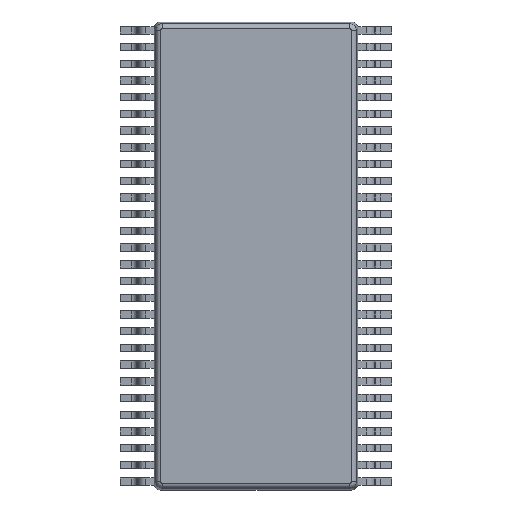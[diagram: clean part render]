
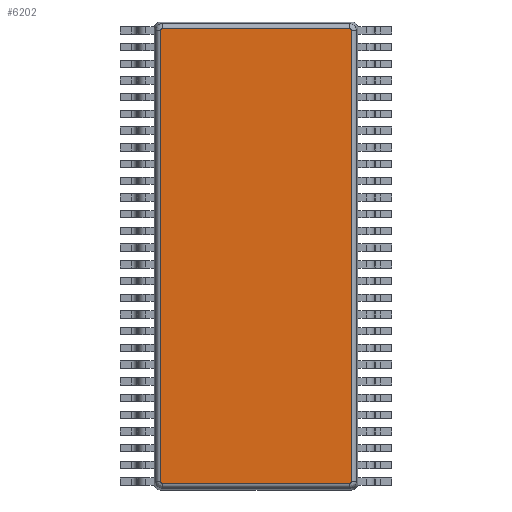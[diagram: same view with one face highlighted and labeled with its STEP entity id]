
A CAD part, top view. The second image highlights one B-rep face of the part: STEP entity #6202.
In plain terms, the highlighted planar face has unit normal (0, 0, 1).
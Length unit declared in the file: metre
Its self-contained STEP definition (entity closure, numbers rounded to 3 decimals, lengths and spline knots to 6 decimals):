
#3294 = EDGE_CURVE( '', #9486, #9487, #9488, .T. );
#4018 = EDGE_CURVE( '', #10771, #9487, #10772, .T. );
#4296 = EDGE_CURVE( '', #11222, #11223, #11224, .T. );
#4586 = EDGE_CURVE( '', #11682, #11683, #11684, .T. );
#6202 = ADVANCED_FACE( '', ( #14012 ), #14013, .T. );
#7792 = EDGE_CURVE( '', #11682, #9869, #15989, .T. );
#7958 = EDGE_CURVE( '', #11222, #11683, #16178, .T. );
#8098 = EDGE_CURVE( '', #9486, #9869, #16348, .T. );
#8242 = EDGE_CURVE( '', #10771, #11223, #16516, .T. );
#9486 = VERTEX_POINT( '', #17965 );
#9487 = VERTEX_POINT( '', #17966 );
#9488 = CIRCLE( '', #17967, 0.000049 );
#9869 = VERTEX_POINT( '', #18494 );
#10771 = VERTEX_POINT( '', #19743 );
#10772 = LINE( '', #19744, #19745 );
#11222 = VERTEX_POINT( '', #20355 );
#11223 = VERTEX_POINT( '', #20356 );
#11224 = LINE( '', #20357, #20358 );
#11682 = VERTEX_POINT( '', #20996 );
#11683 = VERTEX_POINT( '', #20997 );
#11684 = LINE( '', #20998, #20999 );
#14012 = FACE_OUTER_BOUND( '', #24439, .T. );
#14013 = PLANE( '', #24440 );
#15989 = CIRCLE( '', #27479, 0.000049 );
#16178 = CIRCLE( '', #27792, 0.000049 );
#16348 = LINE( '', #28040, #28041 );
#16516 = CIRCLE( '', #28318, 0.000049 );
#17965 = CARTESIAN_POINT( '', ( -0.0028, -0.006799, 0.0011 ) );
#17966 = CARTESIAN_POINT( '', ( -0.002849, -0.00675, 0.0011 ) );
#17967 = AXIS2_PLACEMENT_3D( '', #30081, #30082, #30083 );
#18494 = CARTESIAN_POINT( '', ( 0.0028, -0.006799, 0.0011 ) );
#19743 = CARTESIAN_POINT( '', ( -0.002849, 0.00675, 0.0011 ) );
#19744 = CARTESIAN_POINT( '', ( -0.002849, 0.00675, 0.0011 ) );
#19745 = VECTOR( '', #31276, 1. );
#20355 = CARTESIAN_POINT( '', ( 0.0028, 0.006799, 0.0011 ) );
#20356 = CARTESIAN_POINT( '', ( -0.0028, 0.006799, 0.0011 ) );
#20357 = CARTESIAN_POINT( '', ( 0.0028, 0.006799, 0.0011 ) );
#20358 = VECTOR( '', #31865, 1. );
#20996 = CARTESIAN_POINT( '', ( 0.002849, -0.00675, 0.0011 ) );
#20997 = CARTESIAN_POINT( '', ( 0.002849, 0.00675, 0.0011 ) );
#20998 = CARTESIAN_POINT( '', ( 0.002849, -0.00675, 0.0011 ) );
#20999 = VECTOR( '', #32475, 1. );
#24439 = EDGE_LOOP( '', ( #35318, #35319, #35320, #35321, #35322, #35323, #35324, #35325 ) );
#24440 = AXIS2_PLACEMENT_3D( '', #35326, #35327, #35328 );
#27479 = AXIS2_PLACEMENT_3D( '', #38347, #38348, #38349 );
#27792 = AXIS2_PLACEMENT_3D( '', #38602, #38603, #38604 );
#28040 = CARTESIAN_POINT( '', ( -0.0028, -0.006799, 0.0011 ) );
#28041 = VECTOR( '', #38912, 1. );
#28318 = AXIS2_PLACEMENT_3D( '', #39180, #39181, #39182 );
#30081 = CARTESIAN_POINT( '', ( -0.0028, -0.00675, 0.0011 ) );
#30082 = DIRECTION( '', ( 0., 0., -1. ) );
#30083 = DIRECTION( '', ( 0.006, -1., 0. ) );
#31276 = DIRECTION( '', ( 0., -1., 0. ) );
#31865 = DIRECTION( '', ( -1., 0., 0. ) );
#32475 = DIRECTION( '', ( 0., 1., 0. ) );
#35318 = ORIENTED_EDGE( '', *, *, #8242, .F. );
#35319 = ORIENTED_EDGE( '', *, *, #4018, .T. );
#35320 = ORIENTED_EDGE( '', *, *, #3294, .F. );
#35321 = ORIENTED_EDGE( '', *, *, #8098, .T. );
#35322 = ORIENTED_EDGE( '', *, *, #7792, .F. );
#35323 = ORIENTED_EDGE( '', *, *, #4586, .T. );
#35324 = ORIENTED_EDGE( '', *, *, #7958, .F. );
#35325 = ORIENTED_EDGE( '', *, *, #4296, .T. );
#35326 = CARTESIAN_POINT( '', ( 0., 0., 0.0011 ) );
#35327 = DIRECTION( '', ( 0., 0., 1. ) );
#35328 = DIRECTION( '', ( 1., 0., 0. ) );
#38347 = CARTESIAN_POINT( '', ( 0.0028, -0.00675, 0.0011 ) );
#38348 = DIRECTION( '', ( 0., 0., -1. ) );
#38349 = DIRECTION( '', ( 1., 0.006, 0. ) );
#38602 = CARTESIAN_POINT( '', ( 0.0028, 0.00675, 0.0011 ) );
#38603 = DIRECTION( '', ( 0., 0., -1. ) );
#38604 = DIRECTION( '', ( -0.006, 1., 0. ) );
#38912 = DIRECTION( '', ( 1., 0., 0. ) );
#39180 = CARTESIAN_POINT( '', ( -0.0028, 0.00675, 0.0011 ) );
#39181 = DIRECTION( '', ( 0., 0., -1. ) );
#39182 = DIRECTION( '', ( -1., -0.006, 0. ) );
